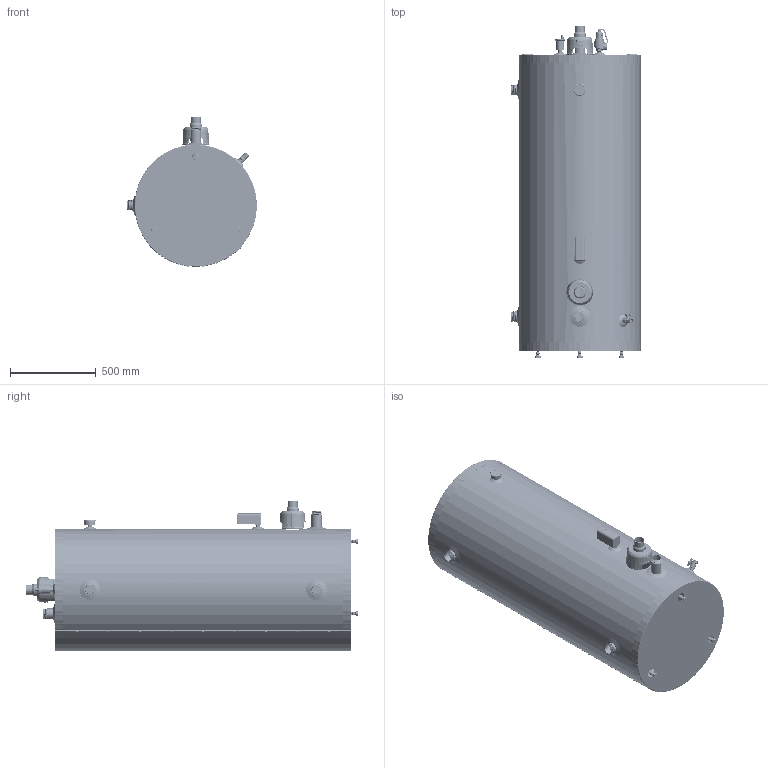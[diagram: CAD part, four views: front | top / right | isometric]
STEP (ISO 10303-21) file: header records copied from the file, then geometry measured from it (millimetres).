
FILE_DESCRIPTION (( 'STEP AP214' ), '1' );
FILE_NAME ('DOUBLEMAX 120-9.STEP', '2019-09-19T20:17:14', ( '' ), ( '' ), 'SwSTEP 2.0', 'SolidWorks 2019', '' );
FILE_SCHEMA (( 'AUTOMOTIVE_DESIGN' ));
Length unit declared in the file: inch
Products named in the file (1): DOUBLEMAX 120-9
Bounding box: 756.54 x 1934.56 x 876.69 mm (x, y, z)
Volume: 6063633.5 mm3; surface area: 10972878.8 mm2
Topology: 72 solids, 72 shells, 2941 faces, 6690 edges, 3923 vertices
Faces by surface type: plane 885, cone 725, cylinder 661, bspline 466, torus 166, sphere 38
Full cylindrical faces by diameter (mm): 2.032 x1, 3.566 x198, 3.969 x1, 4.762 x2, 4.763 x9, 4.826 x18, 6.35 x1, 6.858 x1, 8 x1, 8.89 x1, 9.474 x18, 9.525 x3, 11.112 x1, 11.113 x1, 12.065 x1, 12.7 x2, 13.97 x1, 14.097 x1, 14.287 x1, 15.037 x1, 18.859 x2, 19.05 x76, 20.93 x2, 21.336 x1, 21.431 x1, 21.59 x2, 21.844 x1, 22.035 x2, 22.225 x5, 23.012 x4
Entity records: 175216 total; most frequent: CARTESIAN_POINT 84919, DIRECTION 11448, ORIENTED_EDGE 10804, EDGE_CURVE 5402, AXIS2_PLACEMENT_3D 4735, EDGE_LOOP 4301, VERTEX_POINT 3823, FACE_OUTER_BOUND 3447
